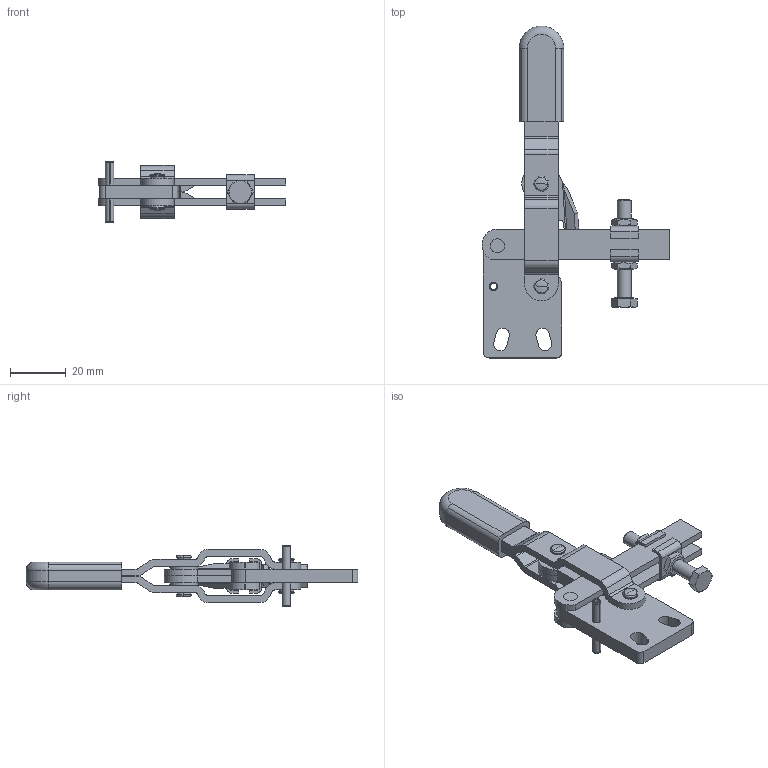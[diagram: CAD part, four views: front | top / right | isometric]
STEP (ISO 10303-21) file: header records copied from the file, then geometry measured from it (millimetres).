
FILE_DESCRIPTION((''),'2;1');
FILE_NAME('MG83U.stp','2009-11-06T11:14:09',('David'),(''),'Autodesk Inventor 8','Autodesk Inventor 8','');
FILE_SCHEMA(('AUTOMOTIVE_DESIGN { 1 0 10303 214 1 1 1 1 }'));
Length unit declared in the file: millimetre
Products named in the file (7): MG83U; MG83 SIDEPLATE ASSEMBLY; MG83 HANDLE ASSEMBLY; MG83 LINK ASSEMBLY; MG83 U-BAR ASSEMBLY; MG83 SLIDER ASSEMBLY; ISO 4017 -  M5 x 35
Assembly tree (6 placements, depth 2):
  MG83U
    MG83 SIDEPLATE ASSEMBLY
    MG83 HANDLE ASSEMBLY
    MG83 LINK ASSEMBLY
    MG83 U-BAR ASSEMBLY
    MG83 SLIDER ASSEMBLY
    ISO 4017 -  M5 x 35
Bounding box: 66.88 x 118.6 x 22 mm (x, y, z)
Volume: 20856.7 mm3; surface area: 18143.3 mm2
Topology: 7 solids, 7 shells, 457 faces, 1211 edges, 784 vertices
Faces by surface type: plane 218, cylinder 119, bspline 58, cone 40, torus 18, sphere 4
Entity records: 15411 total; most frequent: CARTESIAN_POINT 3811, DIRECTION 2441, ORIENTED_EDGE 2406, EDGE_CURVE 1203, AXIS2_PLACEMENT_3D 874, VERTEX_POINT 784, VECTOR 693, LINE 693
